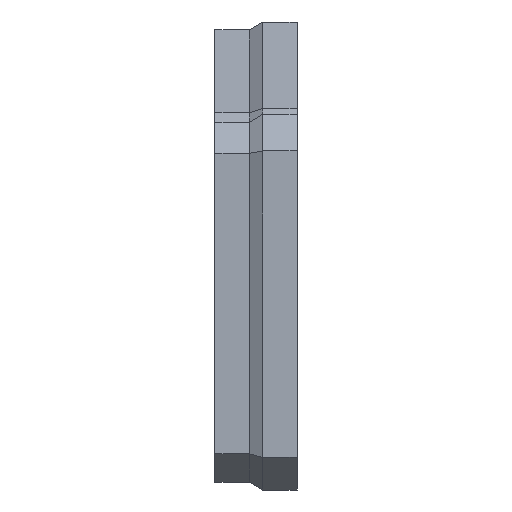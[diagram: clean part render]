
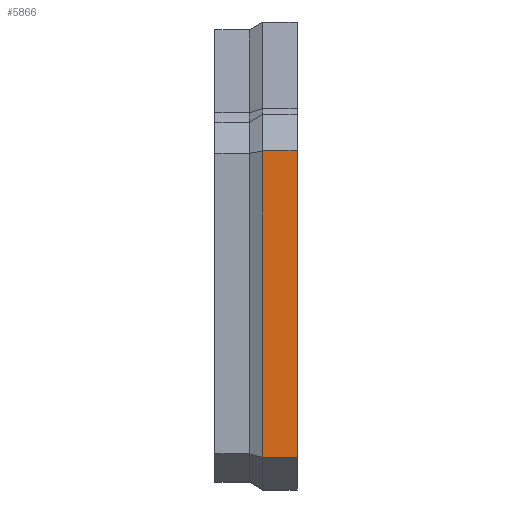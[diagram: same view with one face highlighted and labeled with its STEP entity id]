
A CAD part, left-side view. The second image highlights one B-rep face of the part: STEP entity #5866.
In plain terms, the highlighted planar face has unit normal (-1, 0, 0).
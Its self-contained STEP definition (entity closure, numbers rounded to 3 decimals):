
#291=FACE_OUTER_BOUND('',#613,.T.);
#613=EDGE_LOOP('',(#4010,#4011,#4012,#4013));
#1047=LINE('',#7423,#1551);
#1048=LINE('',#7426,#1552);
#1049=LINE('',#7428,#1553);
#1050=LINE('',#7429,#1554);
#1551=VECTOR('',#6475,10.);
#1552=VECTOR('',#6478,10.);
#1553=VECTOR('',#6479,10.);
#1554=VECTOR('',#6480,10.);
#2450=VERTEX_POINT('',#7419);
#2451=VERTEX_POINT('',#7421);
#2452=VERTEX_POINT('',#7425);
#2453=VERTEX_POINT('',#7427);
#3075=EDGE_CURVE('',#2450,#2451,#1047,.T.);
#3076=EDGE_CURVE('',#2450,#2452,#1048,.T.);
#3077=EDGE_CURVE('',#2453,#2451,#1049,.T.);
#3078=EDGE_CURVE('',#2452,#2453,#1050,.T.);
#4010=ORIENTED_EDGE('',*,*,#3076,.F.);
#4011=ORIENTED_EDGE('',*,*,#3075,.T.);
#4012=ORIENTED_EDGE('',*,*,#3077,.F.);
#4013=ORIENTED_EDGE('',*,*,#3078,.F.);
#5735=PLANE('',#6202);
#5866=ADVANCED_FACE('',(#291),#5735,.T.);
#6202=AXIS2_PLACEMENT_3D('',#7424,#6476,#6477);
#6475=DIRECTION('',(0.,-1.,0.));
#6476=DIRECTION('center_axis',(-1.,0.,0.));
#6477=DIRECTION('ref_axis',(0.,0.,-1.));
#6478=DIRECTION('',(0.,0.,1.));
#6479=DIRECTION('',(0.,0.,-1.));
#6480=DIRECTION('',(0.,-1.,0.));
#7419=CARTESIAN_POINT('',(-18.743,-2.,-31.693));
#7421=CARTESIAN_POINT('',(-18.743,-7.,-31.693));
#7423=CARTESIAN_POINT('',(-18.743,-2.,-31.693));
#7424=CARTESIAN_POINT('Origin',(-18.743,-2.,13.114));
#7425=CARTESIAN_POINT('',(-18.743,-2.,13.114));
#7426=CARTESIAN_POINT('',(-18.743,-2.,-31.175));
#7427=CARTESIAN_POINT('',(-18.743,-7.,13.114));
#7428=CARTESIAN_POINT('',(-18.743,-7.,-31.175));
#7429=CARTESIAN_POINT('',(-18.743,-2.,13.114));
